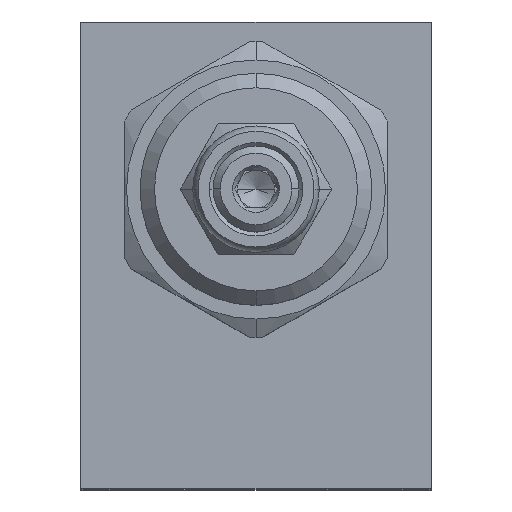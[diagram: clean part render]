
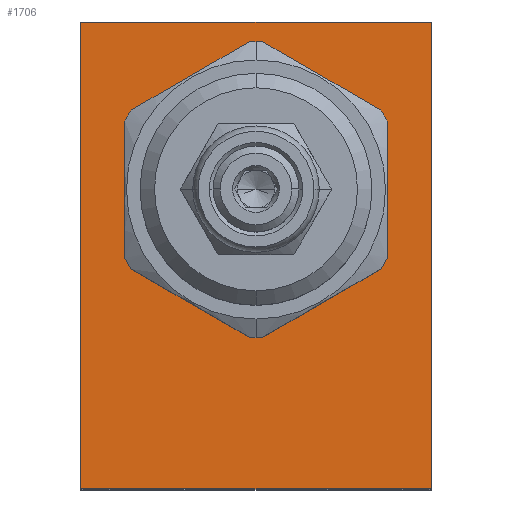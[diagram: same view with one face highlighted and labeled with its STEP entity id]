
A CAD part, top view. The second image highlights one B-rep face of the part: STEP entity #1706.
In plain terms, the highlighted planar face has unit normal (0, 0, 1).
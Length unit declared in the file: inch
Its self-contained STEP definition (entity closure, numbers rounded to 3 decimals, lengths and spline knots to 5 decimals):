
#695=DIRECTION('',(0.,-1.,0.));
#696=VECTOR('',#695,2.);
#697=CARTESIAN_POINT('',(0.,0.,3.));
#698=LINE('',#697,#696);
#699=DIRECTION('',(-1.,0.,0.));
#700=VECTOR('',#699,1.5);
#701=CARTESIAN_POINT('',(1.5,0.,3.));
#702=LINE('',#701,#700);
#703=DIRECTION('',(0.,1.,0.));
#704=VECTOR('',#703,2.);
#705=CARTESIAN_POINT('',(1.5,-2.,3.));
#706=LINE('',#705,#704);
#707=DIRECTION('',(1.,0.,0.));
#708=VECTOR('',#707,1.5);
#709=CARTESIAN_POINT('',(0.,-2.,3.));
#710=LINE('',#709,#708);
#711=CARTESIAN_POINT('',(0.75,-0.719,3.));
#712=DIRECTION('',(0.,0.,-1.));
#713=DIRECTION('',(-1.,0.,0.));
#714=AXIS2_PLACEMENT_3D('',#711,#712,#713);
#716=CARTESIAN_POINT('',(0.75,-0.719,3.));
#717=DIRECTION('',(0.,0.,-1.));
#718=DIRECTION('',(1.,0.,0.));
#719=AXIS2_PLACEMENT_3D('',#716,#717,#718);
#941=CARTESIAN_POINT('',(0.,0.,3.));
#942=CARTESIAN_POINT('',(0.,-2.,3.));
#943=VERTEX_POINT('',#941);
#944=VERTEX_POINT('',#942);
#945=CARTESIAN_POINT('',(1.5,-2.,3.));
#946=VERTEX_POINT('',#945);
#947=CARTESIAN_POINT('',(1.5,0.,3.));
#948=VERTEX_POINT('',#947);
#977=CARTESIAN_POINT('',(0.21,-0.719,3.));
#978=CARTESIAN_POINT('',(1.29,-0.719,3.));
#979=VERTEX_POINT('',#977);
#980=VERTEX_POINT('',#978);
#1686=CARTESIAN_POINT('',(0.,0.,3.));
#1687=DIRECTION('',(0.,0.,1.));
#1688=DIRECTION('',(1.,0.,0.));
#1689=AXIS2_PLACEMENT_3D('',#1686,#1687,#1688);
#1690=PLANE('',#1689);
#1692=ORIENTED_EDGE('',*,*,#1691,.F.);
#1694=ORIENTED_EDGE('',*,*,#1693,.F.);
#1696=ORIENTED_EDGE('',*,*,#1695,.F.);
#1698=ORIENTED_EDGE('',*,*,#1697,.F.);
#1699=EDGE_LOOP('',(#1692,#1694,#1696,#1698));
#1700=FACE_OUTER_BOUND('',#1699,.F.);
#1702=ORIENTED_EDGE('',*,*,#1701,.F.);
#1703=ORIENTED_EDGE('',*,*,#1676,.F.);
#1704=EDGE_LOOP('',(#1702,#1703));
#1705=FACE_BOUND('',#1704,.F.);
#1706=ADVANCED_FACE('',(#1700,#1705),#1690,.T.);
#715=CIRCLE('',#714,0.54);
#720=CIRCLE('',#719,0.54);
#1676=EDGE_CURVE('',#980,#979,#720,.T.);
#1691=EDGE_CURVE('',#943,#944,#698,.T.);
#1693=EDGE_CURVE('',#948,#943,#702,.T.);
#1695=EDGE_CURVE('',#946,#948,#706,.T.);
#1697=EDGE_CURVE('',#944,#946,#710,.T.);
#1701=EDGE_CURVE('',#979,#980,#715,.T.);
